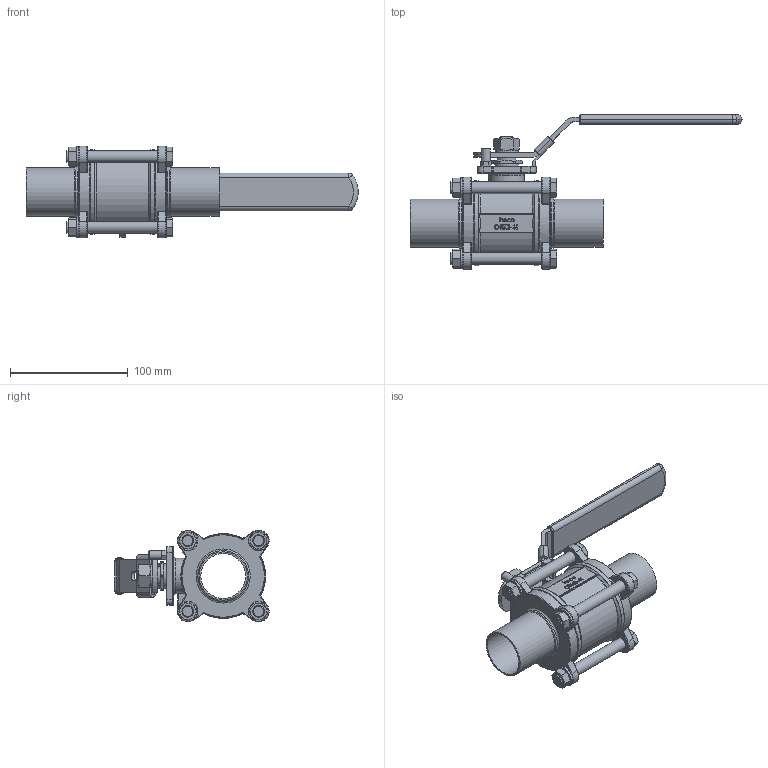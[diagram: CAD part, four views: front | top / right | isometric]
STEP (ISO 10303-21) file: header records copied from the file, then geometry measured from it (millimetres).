
FILE_DESCRIPTION (( 'STEP AP214' ), '1' );
FILE_NAME ('ORK3-41 Kugelhahn DIN11852 heco.STEP', '2015-06-01T12:58:50', ( 'test' ), ( '' ), 'SwSTEP 2.0', 'SolidWorks 2011', '' );
FILE_SCHEMA (( 'AUTOMOTIVE_DESIGN' ));
Length unit declared in the file: millimetre
Products named in the file (1): ORK3-41 Kugelhahn DIN11852 heco
Bounding box: 281.91 x 131.02 x 78.04 mm (x, y, z)
Volume: 332905.2 mm3; surface area: 98781.1 mm2
Topology: 1 solids, 1 shells, 959 faces, 2345 edges, 1427 vertices
Faces by surface type: plane 329, bspline 232, cylinder 188, cone 104, torus 92, sphere 14
Full cylindrical faces by diameter (mm): 5 x4, 7.35 x1, 8 x1, 10 x8, 11 x9, 16 x1, 17 x4, 19.5 x1, 20 x1, 30 x1, 38 x1, 41 x2, 43 x2, 71 x2, 72 x2
Entity records: 48941 total; most frequent: CARTESIAN_POINT 18002, ORIENTED_EDGE 4458, DIRECTION 3664, EDGE_CURVE 2229, VERTEX_POINT 1399, AXIS2_PLACEMENT_3D 1360, EDGE_LOOP 1110, FACE_OUTER_BOUND 1009
